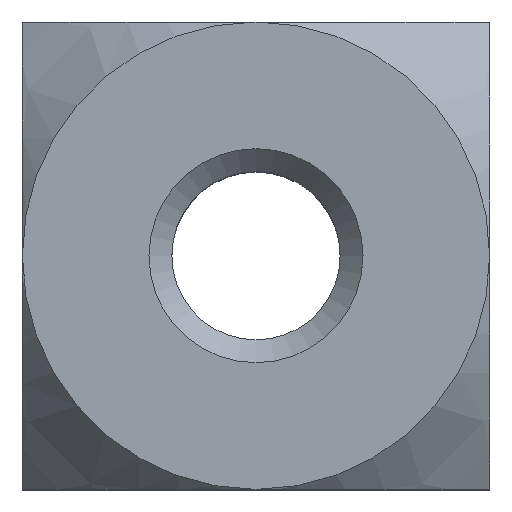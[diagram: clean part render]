
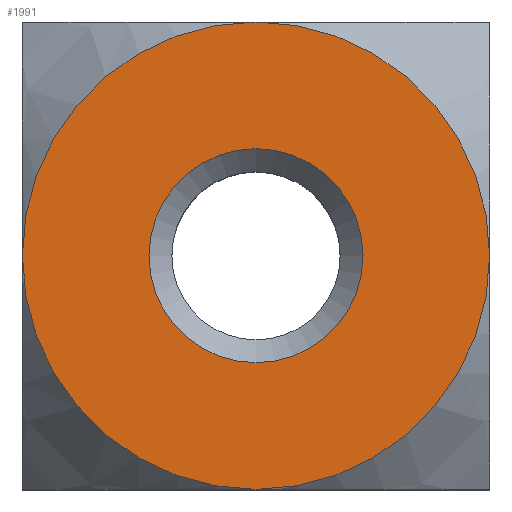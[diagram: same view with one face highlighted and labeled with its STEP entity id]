
A CAD part, top view. The second image highlights one B-rep face of the part: STEP entity #1991.
In plain terms, the highlighted planar face has unit normal (0, 0, 1).
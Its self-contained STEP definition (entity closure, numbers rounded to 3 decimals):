
#432=PLANE('',#2084);
#753=ORIENTED_EDGE('',*,*,#988,.T.);
#754=ORIENTED_EDGE('',*,*,#987,.T.);
#755=ORIENTED_EDGE('',*,*,#989,.T.);
#756=ORIENTED_EDGE('',*,*,#986,.F.);
#757=ORIENTED_EDGE('',*,*,#812,.T.);
#812=EDGE_CURVE('',#996,#997,#1108,.T.);
#986=EDGE_CURVE('',#996,#1091,#1109,.T.);
#987=EDGE_CURVE('',#997,#1004,#1110,.T.);
#988=EDGE_CURVE('',#1103,#1103,#1111,.T.);
#989=EDGE_CURVE('',#1004,#1091,#1112,.T.);
#996=VERTEX_POINT('',#2456);
#997=VERTEX_POINT('',#2457);
#1004=VERTEX_POINT('',#2514);
#1091=VERTEX_POINT('',#2839);
#1103=VERTEX_POINT('',#2896);
#1108=CIRCLE('',#2005,4.5);
#1109=CIRCLE('',#2081,4.5);
#1110=CIRCLE('',#2083,4.5);
#1111=CIRCLE('',#2085,2.061);
#1112=CIRCLE('',#2086,4.5);
#1193=EDGE_LOOP('',(#753));
#1194=EDGE_LOOP('',(#754,#755,#756,#757));
#1291=FACE_BOUND('',#1193,.T.);
#1292=FACE_BOUND('',#1194,.T.);
#1991=ADVANCED_FACE('',(#1291,#1292),#432,.T.);
#2005=AXIS2_PLACEMENT_3D('',#2455,#2101,#2102);
#2081=AXIS2_PLACEMENT_3D('',#2891,#2418,#2419);
#2083=AXIS2_PLACEMENT_3D('',#2893,#2422,#2423);
#2084=AXIS2_PLACEMENT_3D('',#2894,#2424,#2425);
#2085=AXIS2_PLACEMENT_3D('',#2895,#2426,#2427);
#2086=AXIS2_PLACEMENT_3D('',#2897,#2428,#2429);
#2101=DIRECTION('',(0.,0.,1.));
#2102=DIRECTION('',(1.,0.,0.));
#2418=DIRECTION('',(0.,0.,-1.));
#2419=DIRECTION('',(-1.,0.,0.));
#2422=DIRECTION('',(0.,0.,1.));
#2423=DIRECTION('',(1.,0.,0.));
#2424=DIRECTION('',(0.,0.,1.));
#2425=DIRECTION('',(1.,0.,0.));
#2426=DIRECTION('',(0.,0.,-1.));
#2427=DIRECTION('',(1.,0.,0.));
#2428=DIRECTION('',(0.,0.,1.));
#2429=DIRECTION('',(1.,0.,0.));
#2455=CARTESIAN_POINT('',(0.,0.,7.));
#2456=CARTESIAN_POINT('',(-4.5,0.,7.));
#2457=CARTESIAN_POINT('',(0.,-4.5,7.));
#2514=CARTESIAN_POINT('',(4.5,0.,7.));
#2839=CARTESIAN_POINT('',(0.,4.5,7.));
#2891=CARTESIAN_POINT('',(0.,0.,7.));
#2893=CARTESIAN_POINT('',(0.,0.,7.));
#2894=CARTESIAN_POINT('',(-4.5,-4.5,7.));
#2895=CARTESIAN_POINT('',(0.,0.,7.));
#2896=CARTESIAN_POINT('',(2.061,0.,7.));
#2897=CARTESIAN_POINT('',(0.,0.,7.));
